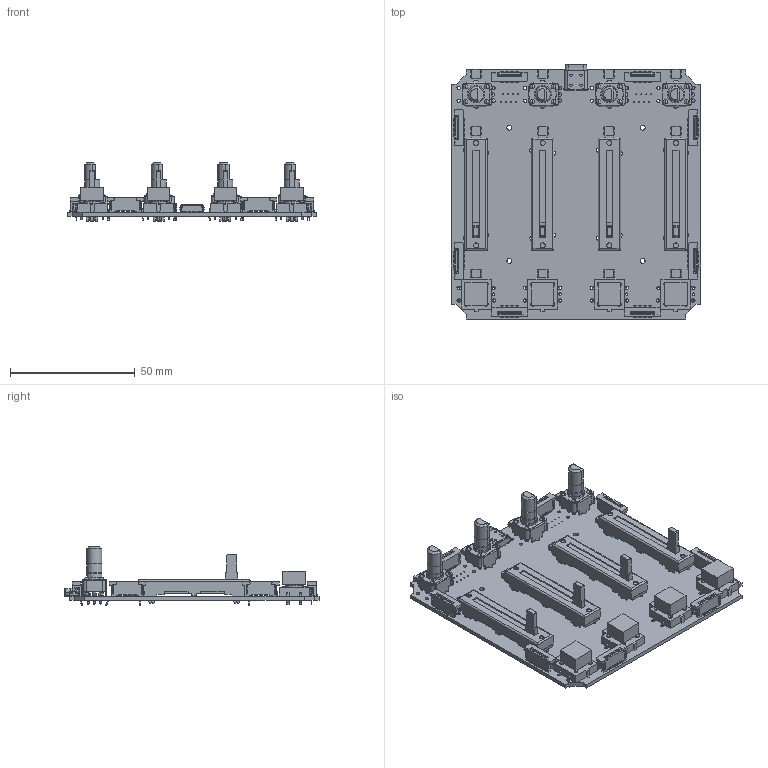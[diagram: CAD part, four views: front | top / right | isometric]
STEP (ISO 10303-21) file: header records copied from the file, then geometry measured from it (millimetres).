
FILE_DESCRIPTION(('PCB Model'),'2;1');
FILE_NAME('G4_K+F.STEP' ,'2019-03-18T20:58:42',('WORKSTATION'),('Unspecified'), 'Open CASCADE STEP processor 6.8','Proteus','Unknown');
FILE_SCHEMA(('CONFIG_CONTROL_DESIGN','SHAPE_APPEARANCE_LAYER_MIM'));
Length unit declared in the file: millimetre
Products named in the file (93): Open CASCADE STEP translator 6.8 1; Layer_1; Open CASCADE STEP translator 6.8 1.2; Open CASCADE STEP translator 6.8 1.2.1; Body_1; Open CASCADE STEP translator 6.8 1.3; Open CASCADE STEP translator 6.8 1.3.1; Open CASCADE STEP translator 6.8 1.4; Open CASCADE STEP translator 6.8 1.4.1; Open CASCADE STEP translator 6.8 1.5; Open CASCADE STEP translator 6.8 1.5.1; Open CASCADE STEP translator 6.8 1.6; Open CASCADE STEP translator 6.8 1.6.1; Pin_1; Pin_2; Pin_3; Pin_4; Open CASCADE STEP translator 6.8 1.7; Open CASCADE STEP translator 6.8 1.8; Open CASCADE STEP translator 6.8 1.9; Open CASCADE STEP translator 6.8 1.10; Open CASCADE STEP translator 6.8 1.10.1; BM-517-4; BM-519-4; BM-679; Open CASCADE STEP translator 6.8 1.11; Open CASCADE STEP translator 6.8 1.11.1; SOLID; COMPOUND; WIRE; Open CASCADE STEP translator 6.8 1.12; Open CASCADE STEP translator 6.8 1.12.1; Open CASCADE STEP translator 6.8 1.13; Open CASCADE STEP translator 6.8 1.13.1; Open CASCADE STEP translator 6.8 1.14; Open CASCADE STEP translator 6.8 1.14.1; Open CASCADE STEP translator 6.8 1.15; Open CASCADE STEP translator 6.8 1.15.1; Open CASCADE STEP translator 6.8 1.16; Open CASCADE STEP translator 6.8 1.16.1 ...
Assembly tree (119 placements, depth 6):
  Open CASCADE STEP translator 6.8 1
    Layer_1
    Open CASCADE STEP translator 6.8 1.2
      Open CASCADE STEP translator 6.8 1.2.1
        Body_1
    Open CASCADE STEP translator 6.8 1.3
      Open CASCADE STEP translator 6.8 1.3.1
        Body_1
    Open CASCADE STEP translator 6.8 1.4
      Open CASCADE STEP translator 6.8 1.4.1
        Body_1
    Open CASCADE STEP translator 6.8 1.5
      Open CASCADE STEP translator 6.8 1.5.1
        Body_1
    Open CASCADE STEP translator 6.8 1.6
      Open CASCADE STEP translator 6.8 1.6.1
        Body_1
        Pin_1
        Pin_2
        Pin_3
        Pin_4
    Open CASCADE STEP translator 6.8 1.7
      Open CASCADE STEP translator 6.8 1.6.1
        Body_1
        Pin_1
        Pin_2
        Pin_3
        Pin_4
    Open CASCADE STEP translator 6.8 1.8
      Open CASCADE STEP translator 6.8 1.6.1
        Body_1
        Pin_1
        Pin_2
        Pin_3
        Pin_4
    Open CASCADE STEP translator 6.8 1.9
      Open CASCADE STEP translator 6.8 1.6.1
        Body_1
        Pin_1
        Pin_2
        Pin_3
        Pin_4
    Open CASCADE STEP translator 6.8 1.10
      Open CASCADE STEP translator 6.8 1.10.1
        Body_1
          BM-517-4
          BM-519-4
          BM-679
    Open CASCADE STEP translator 6.8 1.11
      Open CASCADE STEP translator 6.8 1.11.1
        Body_1
          SOLID
          COMPOUND
            WIRE
            WIRE
            WIRE
            WIRE
            WIRE
            WIRE
            WIRE
Bounding box: 100 x 101.8 x 23.7 mm (x, y, z)
Volume: 33154.2 mm3; surface area: 49269.4 mm2
Topology: 99 solids, 99 shells, 7009 faces, 19961 edges, 13731 vertices
Faces by surface type: plane 5490, cylinder 1305, cone 122, sphere 56, bspline 20, torus 16
Entity records: 77897 total; most frequent: CARTESIAN_POINT 13435, ORIENTED_EDGE 12086, DIRECTION 11945, EDGE_CURVE 6043, LINE 4439, VECTOR 4439, VERTEX_POINT 3935, AXIS2_PLACEMENT_3D 3753
